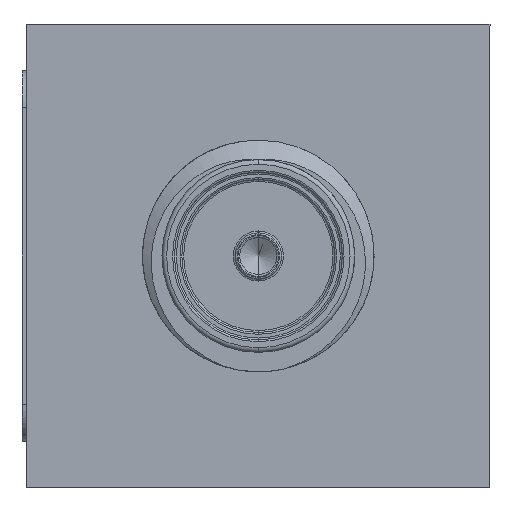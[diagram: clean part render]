
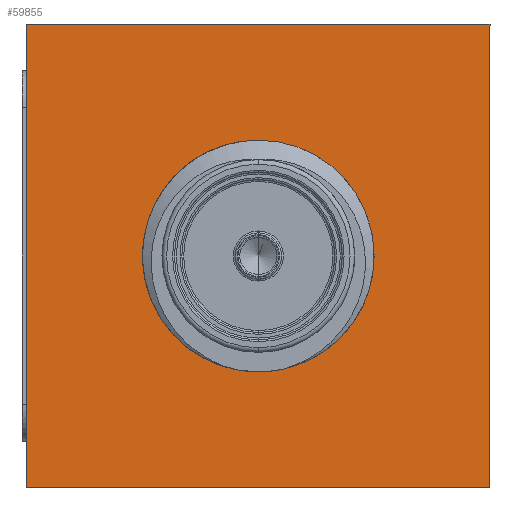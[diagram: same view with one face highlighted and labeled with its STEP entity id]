
A CAD part, left-side view. The second image highlights one B-rep face of the part: STEP entity #59855.
In plain terms, the highlighted planar face has unit normal (-1, 0, 0).
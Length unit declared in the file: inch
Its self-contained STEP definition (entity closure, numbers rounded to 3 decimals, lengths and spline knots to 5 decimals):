
#8608 = ORIENTED_EDGE ( 'NONE', *, *, #67346, .F. ) ;
#11554 = CARTESIAN_POINT ( 'NONE',  ( -0.14415, 0.01388, 0.63027 ) ) ;
#15834 = DIRECTION ( 'NONE',  ( 0., -1., 0. ) ) ;
#16802 = CARTESIAN_POINT ( 'NONE',  ( -0.14415, 0.01388, 0.13027 ) ) ;
#22729 = VECTOR ( 'NONE', #54046, 39.37008 ) ;
#24981 = VERTEX_POINT ( 'NONE', #16802 ) ;
#25389 = CARTESIAN_POINT ( 'NONE',  ( -0.14415, 0.51388, 0.63027 ) ) ;
#26884 = CARTESIAN_POINT ( 'NONE',  ( -0.14415, 0.51388, 0.63027 ) ) ;
#27523 = LINE ( 'NONE', #44867, #35747 ) ;
#27892 = LINE ( 'NONE', #73422, #22729 ) ;
#30721 = PLANE ( 'NONE',  #57204 ) ;
#31903 = EDGE_CURVE ( 'NONE', #55016, #45990, #27892, .T. ) ;
#33628 = ORIENTED_EDGE ( 'NONE', *, *, #31903, .T. ) ;
#35747 = VECTOR ( 'NONE', #70966, 39.37008 ) ;
#37190 = LINE ( 'NONE', #11554, #59051 ) ;
#38139 = CARTESIAN_POINT ( 'NONE',  ( -0.14415, 0.01388, 0.63027 ) ) ;
#38597 = ORIENTED_EDGE ( 'NONE', *, *, #60570, .T. ) ;
#39538 = DIRECTION ( 'NONE',  ( 0., 0., -1. ) ) ;
#44867 = CARTESIAN_POINT ( 'NONE',  ( -0.14415, 0.51388, 0.13027 ) ) ;
#45990 = VERTEX_POINT ( 'NONE', #72346 ) ;
#46955 = LINE ( 'NONE', #67207, #64244 ) ;
#53007 = DIRECTION ( 'NONE',  ( -1., 0., 0. ) ) ;
#54046 = DIRECTION ( 'NONE',  ( 0., 0., -1. ) ) ;
#55016 = VERTEX_POINT ( 'NONE', #25389 ) ;
#57204 = AXIS2_PLACEMENT_3D ( 'NONE', #26884, #53007, #39538 ) ;
#58528 = EDGE_LOOP ( 'NONE', ( #8608, #68865, #33628, #38597 ) ) ;
#59051 = VECTOR ( 'NONE', #62837, 39.37008 ) ;
#59855 = ADVANCED_FACE ( 'NONE', ( #76616 ), #30721, .T. ) ;
#60570 = EDGE_CURVE ( 'NONE', #45990, #24981, #27523, .T. ) ;
#62837 = DIRECTION ( 'NONE',  ( 0., 0., -1. ) ) ;
#64244 = VECTOR ( 'NONE', #15834, 39.37008 ) ;
#67207 = CARTESIAN_POINT ( 'NONE',  ( -0.14415, 0.51388, 0.63027 ) ) ;
#67346 = EDGE_CURVE ( 'NONE', #78508, #24981, #37190, .T. ) ;
#68865 = ORIENTED_EDGE ( 'NONE', *, *, #74073, .F. ) ;
#70966 = DIRECTION ( 'NONE',  ( 0., -1., 0. ) ) ;
#72346 = CARTESIAN_POINT ( 'NONE',  ( -0.14415, 0.51388, 0.13027 ) ) ;
#73422 = CARTESIAN_POINT ( 'NONE',  ( -0.14415, 0.51388, 0.63027 ) ) ;
#74073 = EDGE_CURVE ( 'NONE', #55016, #78508, #46955, .T. ) ;
#76616 = FACE_OUTER_BOUND ( 'NONE', #58528, .T. ) ;
#78508 = VERTEX_POINT ( 'NONE', #38139 ) ;
